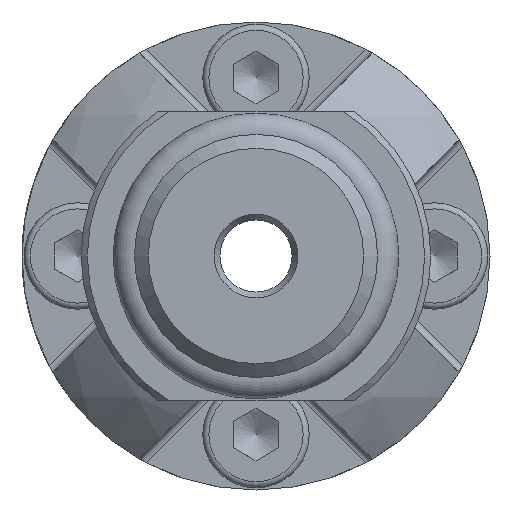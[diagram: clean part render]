
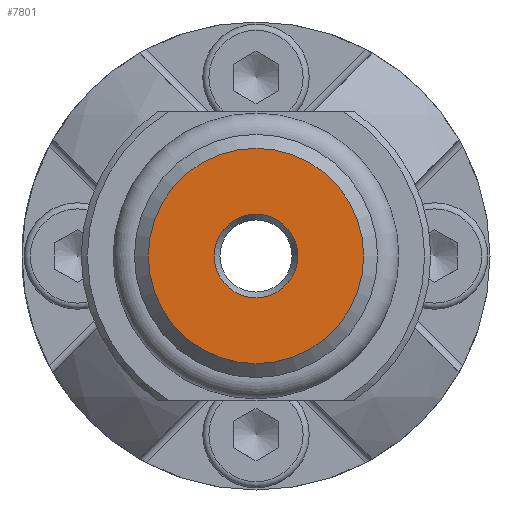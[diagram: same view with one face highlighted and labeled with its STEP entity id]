
A CAD part, left-side view. The second image highlights one B-rep face of the part: STEP entity #7801.
In plain terms, the highlighted planar face has unit normal (-1, 0, 0).
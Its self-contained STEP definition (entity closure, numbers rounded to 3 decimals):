
#1583=FACE_BOUND('',#2512,.T.);
#1652=PLANE('',#8403);
#2041=FACE_OUTER_BOUND('',#2511,.T.);
#2511=EDGE_LOOP('',(#5667,#5668));
#2512=EDGE_LOOP('',(#5669,#5670));
#3065=CIRCLE('',#8401,7.088);
#3066=CIRCLE('',#8402,7.088);
#3067=CIRCLE('',#8404,2.75);
#3068=CIRCLE('',#8405,2.75);
#3449=VERTEX_POINT('',#11253);
#3450=VERTEX_POINT('',#11255);
#3451=VERTEX_POINT('',#11259);
#3452=VERTEX_POINT('',#11260);
#4319=EDGE_CURVE('',#3449,#3450,#3065,.T.);
#4320=EDGE_CURVE('',#3450,#3449,#3066,.T.);
#4321=EDGE_CURVE('',#3451,#3452,#3067,.T.);
#4322=EDGE_CURVE('',#3452,#3451,#3068,.T.);
#5667=ORIENTED_EDGE('',*,*,#4320,.F.);
#5668=ORIENTED_EDGE('',*,*,#4319,.F.);
#5669=ORIENTED_EDGE('',*,*,#4321,.T.);
#5670=ORIENTED_EDGE('',*,*,#4322,.T.);
#7801=ADVANCED_FACE('',(#2041,#1583),#1652,.T.);
#8401=AXIS2_PLACEMENT_3D('',#11256,#9350,#9351);
#8402=AXIS2_PLACEMENT_3D('',#11257,#9352,#9353);
#8403=AXIS2_PLACEMENT_3D('',#11258,#9354,#9355);
#8404=AXIS2_PLACEMENT_3D('',#11261,#9356,#9357);
#8405=AXIS2_PLACEMENT_3D('',#11262,#9358,#9359);
#9350=DIRECTION('center_axis',(1.,0.,0.));
#9351=DIRECTION('ref_axis',(0.,1.,0.));
#9352=DIRECTION('center_axis',(1.,0.,0.));
#9353=DIRECTION('ref_axis',(0.,1.,0.));
#9354=DIRECTION('center_axis',(-1.,0.,0.));
#9355=DIRECTION('ref_axis',(0.,0.,1.));
#9356=DIRECTION('center_axis',(1.,0.,0.));
#9357=DIRECTION('ref_axis',(0.,0.,1.));
#9358=DIRECTION('center_axis',(1.,0.,0.));
#9359=DIRECTION('ref_axis',(0.,0.,1.));
#11253=CARTESIAN_POINT('',(-33.75,-7.088,0.));
#11255=CARTESIAN_POINT('',(-33.75,7.088,0.));
#11256=CARTESIAN_POINT('Origin',(-33.75,0.,0.));
#11257=CARTESIAN_POINT('Origin',(-33.75,0.,0.));
#11258=CARTESIAN_POINT('Origin',(-33.75,3.544,0.));
#11259=CARTESIAN_POINT('',(-33.75,0.,2.75));
#11260=CARTESIAN_POINT('',(-33.75,0.,-2.75));
#11261=CARTESIAN_POINT('Origin',(-33.75,0.,0.));
#11262=CARTESIAN_POINT('Origin',(-33.75,0.,0.));
